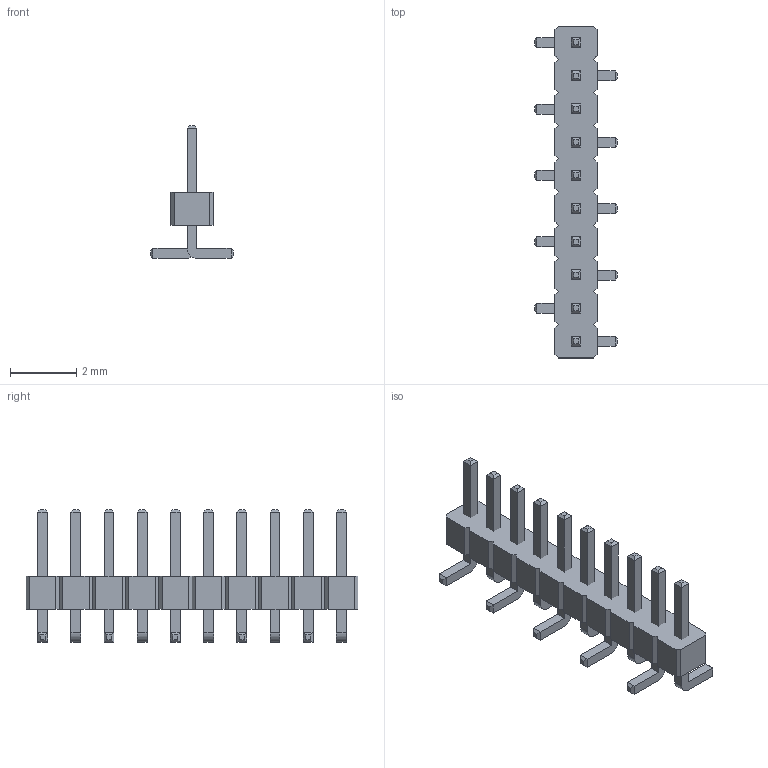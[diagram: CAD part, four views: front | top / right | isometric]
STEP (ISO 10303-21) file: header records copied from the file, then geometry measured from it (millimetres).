
FILE_DESCRIPTION(/* description */ ('model of PinHeader_1x10_P1.00mm_Vertical_SMD_Pin1Left'),/* implementation_level */ '2;1');
FILE_NAME(/* name */ 'PinHeader_1x10_P1.00mm_Vertical_SMD_Pin1Left.step',/* time_stamp */ '2018-01-24T12:08:10',/* author */ ('kicad StepUp','ksu'),/* organization */ ('FreeCAD'),/* preprocessor_version */ 'OCC',/* originating_system */ 'kicad StepUp',/* authorisation */ '');
FILE_SCHEMA(('AUTOMOTIVE_DESIGN { 1 0 10303 214 1 1 1 1 }'));
Length unit declared in the file: millimetre
Products named in the file (2): PinHeader_1x10_P100mm_Vertical_SMD_Pin1Left; Shape0_570269412301
Bounding box: 2.5 x 10 x 4 mm (x, y, z)
Volume: 17 mm3; surface area: 109.8 mm2
Topology: 11 solids, 11 shells, 234 faces, 556 edges, 344 vertices
Faces by surface type: plane 224, cylinder 10
Entity records: 4291 total; most frequent: ORIENTED_EDGE 860, CARTESIAN_POINT 657, EDGE_CURVE 556, LINE 536, VERTEX_POINT 344, AXIS2_PLACEMENT_3D 250, ADVANCED_FACE 234, FACE_BOUND 234
